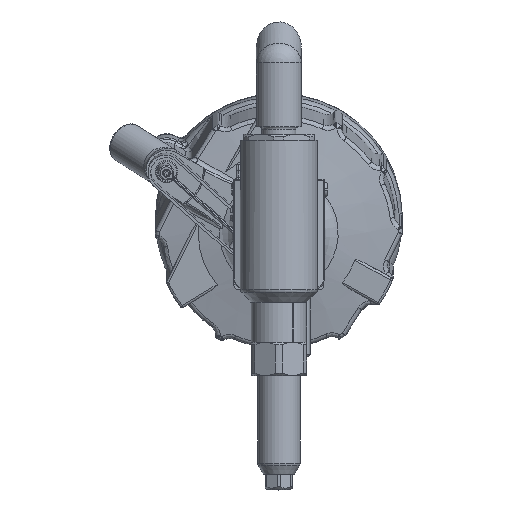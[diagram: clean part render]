
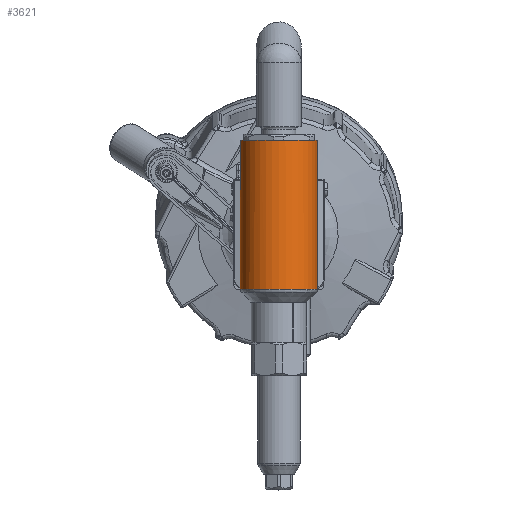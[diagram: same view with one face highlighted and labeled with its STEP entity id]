
A CAD part, top view. The second image highlights one B-rep face of the part: STEP entity #3621.
In plain terms, the highlighted cylindrical face has radius 24.384 mm (diameter 48.768 mm), a full revolution.
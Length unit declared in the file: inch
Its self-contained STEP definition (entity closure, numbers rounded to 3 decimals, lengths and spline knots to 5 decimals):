
#3621=ADVANCED_FACE('',(#4522,#4523),#4287,.T.);
#4287=CYLINDRICAL_SURFACE('',#24761,0.96);
#4522=FACE_BOUND('',#5664,.T.);
#4523=FACE_BOUND('',#5665,.T.);
#5664=EDGE_LOOP('',(#14465,#14466,#14467,#14468,#14469,#14470,#14471,#14472,
#14473,#14474));
#5665=EDGE_LOOP('',(#14475));
#6774=LINE('',#47163,#7841);
#6790=LINE('',#47419,#7857);
#6791=LINE('',#47426,#7858);
#6792=LINE('',#47427,#7859);
#7841=VECTOR('',#29364,1.);
#7857=VECTOR('',#29458,1.);
#7858=VECTOR('',#29459,1.);
#7859=VECTOR('',#29460,1.);
#9174=CIRCLE('',#24740,0.96);
#9188=CIRCLE('',#24757,0.96);
#9189=CIRCLE('',#24759,0.96);
#9190=CIRCLE('',#24760,0.96);
#14465=ORIENTED_EDGE('',*,*,#21103,.F.);
#14466=ORIENTED_EDGE('',*,*,#21104,.T.);
#14467=ORIENTED_EDGE('',*,*,#21105,.T.);
#14468=ORIENTED_EDGE('',*,*,#21106,.T.);
#14469=ORIENTED_EDGE('',*,*,#21107,.T.);
#14470=ORIENTED_EDGE('',*,*,#21108,.T.);
#14471=ORIENTED_EDGE('',*,*,#21079,.T.);
#14472=ORIENTED_EDGE('',*,*,#21109,.T.);
#14473=ORIENTED_EDGE('',*,*,#21110,.T.);
#14474=ORIENTED_EDGE('',*,*,#21044,.T.);
#14475=ORIENTED_EDGE('',*,*,#21102,.T.);
#17952=VERTEX_POINT('',#47160);
#17953=VERTEX_POINT('',#47162);
#17982=VERTEX_POINT('',#47315);
#17983=VERTEX_POINT('',#47317);
#18003=VERTEX_POINT('',#47381);
#18004=VERTEX_POINT('',#47399);
#18005=VERTEX_POINT('',#47401);
#18006=VERTEX_POINT('',#47418);
#18007=VERTEX_POINT('',#47420);
#18008=VERTEX_POINT('',#47425);
#18009=VERTEX_POINT('',#47428);
#21044=EDGE_CURVE('',#17952,#17953,#6774,.T.);
#21079=EDGE_CURVE('',#17983,#17982,#9174,.T.);
#21102=EDGE_CURVE('',#18003,#18003,#9188,.T.);
#21103=EDGE_CURVE('',#18004,#17953,#22874,.T.);
#21104=EDGE_CURVE('',#18004,#18005,#9189,.T.);
#21105=EDGE_CURVE('',#18005,#18006,#22875,.T.);
#21106=EDGE_CURVE('',#18006,#18007,#6790,.T.);
#21107=EDGE_CURVE('',#18007,#18008,#22876,.T.);
#21108=EDGE_CURVE('',#18008,#17983,#6791,.T.);
#21109=EDGE_CURVE('',#17982,#18009,#6792,.T.);
#21110=EDGE_CURVE('',#18009,#17952,#9190,.T.);
#22874=B_SPLINE_CURVE_WITH_KNOTS('',3,(#47383,#47384,#47385,#47386,#47387,
#47388,#47389,#47390,#47391,#47392,#47393,#47394,#47395,#47396,#47397,#47398),
 .UNSPECIFIED.,.F.,.F.,(4,3,3,3,3,4),(0.,0.1814,0.38079,
0.58234,0.78934,1.),.UNSPECIFIED.);
#22875=B_SPLINE_CURVE_WITH_KNOTS('',3,(#47402,#47403,#47404,#47405,#47406,
#47407,#47408,#47409,#47410,#47411,#47412,#47413,#47414,#47415,#47416,#47417),
 .UNSPECIFIED.,.F.,.F.,(4,3,3,3,3,4),(0.,0.1814,0.38079,
0.58234,0.78934,1.),.UNSPECIFIED.);
#22876=B_SPLINE_CURVE_WITH_KNOTS('',3,(#47421,#47422,#47423,#47424),
 .UNSPECIFIED.,.F.,.F.,(4,4),(0.,1.),.UNSPECIFIED.);
#24740=AXIS2_PLACEMENT_3D('',#47316,#29411,#29412);
#24757=AXIS2_PLACEMENT_3D('',#47380,#29452,#29453);
#24759=AXIS2_PLACEMENT_3D('',#47400,#29456,#29457);
#24760=AXIS2_PLACEMENT_3D('',#47429,#29461,#29462);
#24761=AXIS2_PLACEMENT_3D('',#47430,#29463,#29464);
#29364=DIRECTION('',(0.,1.,0.));
#29411=DIRECTION('',(0.,1.,0.));
#29412=DIRECTION('',(0.,0.,1.));
#29452=DIRECTION('',(0.,-1.,0.));
#29453=DIRECTION('',(0.,0.,1.));
#29456=DIRECTION('',(0.,1.,0.));
#29457=DIRECTION('',(0.,0.,-1.));
#29458=DIRECTION('',(0.,-1.,0.));
#29459=DIRECTION('',(0.,-1.,0.));
#29460=DIRECTION('',(0.,1.,0.));
#29461=DIRECTION('',(0.,1.,0.));
#29462=DIRECTION('',(0.,0.,1.));
#29463=DIRECTION('',(0.,-1.,0.));
#29464=DIRECTION('',(0.,0.,-1.));
#47160=CARTESIAN_POINT('',(-0.11006,4.9645,-0.95367));
#47162=CARTESIAN_POINT('',(-0.11006,5.3765,-0.95367));
#47163=CARTESIAN_POINT('',(-0.11006,-2.11931,-0.95367));
#47315=CARTESIAN_POINT('',(0.74581,2.14128,-0.60446));
#47316=CARTESIAN_POINT('',(0.,2.14128,0.));
#47317=CARTESIAN_POINT('',(-0.74581,2.14128,-0.60446));
#47380=CARTESIAN_POINT('',(0.,5.8435,0.));
#47381=CARTESIAN_POINT('',(0.,5.8435,0.96));
#47383=CARTESIAN_POINT('',(-0.25683,5.5295,-0.92501));
#47384=CARTESIAN_POINT('',(-0.24294,5.5295,-0.92887));
#47385=CARTESIAN_POINT('',(-0.2288,5.52764,-0.93244));
#47386=CARTESIAN_POINT('',(-0.21528,5.52371,-0.93555));
#47387=CARTESIAN_POINT('',(-0.20048,5.51941,-0.93896));
#47388=CARTESIAN_POINT('',(-0.18609,5.5125,-0.94188));
#47389=CARTESIAN_POINT('',(-0.17336,5.50347,-0.94422));
#47390=CARTESIAN_POINT('',(-0.16049,5.49434,-0.94658));
#47391=CARTESIAN_POINT('',(-0.14897,5.48281,-0.94842));
#47392=CARTESIAN_POINT('',(-0.13967,5.46991,-0.94979));
#47393=CARTESIAN_POINT('',(-0.13012,5.45665,-0.95119));
#47394=CARTESIAN_POINT('',(-0.12265,5.44161,-0.95215));
#47395=CARTESIAN_POINT('',(-0.11769,5.42599,-0.95276));
#47396=CARTESIAN_POINT('',(-0.11264,5.41009,-0.95338));
#47397=CARTESIAN_POINT('',(-0.11006,5.3932,-0.95367));
#47398=CARTESIAN_POINT('',(-0.11006,5.3765,-0.95367));
#47399=CARTESIAN_POINT('',(-0.25683,5.5295,-0.92501));
#47400=CARTESIAN_POINT('',(0.,5.5295,0.));
#47401=CARTESIAN_POINT('',(-0.59697,5.5295,-0.75182));
#47402=CARTESIAN_POINT('',(-0.59697,5.5295,-0.75182));
#47403=CARTESIAN_POINT('',(-0.60826,5.5295,-0.74285));
#47404=CARTESIAN_POINT('',(-0.61946,5.52764,-0.73352));
#47405=CARTESIAN_POINT('',(-0.62993,5.52371,-0.72442));
#47406=CARTESIAN_POINT('',(-0.64139,5.51941,-0.71446));
#47407=CARTESIAN_POINT('',(-0.65222,5.5125,-0.70454));
#47408=CARTESIAN_POINT('',(-0.6616,5.50347,-0.69561));
#47409=CARTESIAN_POINT('',(-0.67109,5.49434,-0.6866));
#47410=CARTESIAN_POINT('',(-0.67935,5.48281,-0.67836));
#47411=CARTESIAN_POINT('',(-0.68592,5.46991,-0.67165));
#47412=CARTESIAN_POINT('',(-0.69268,5.45665,-0.66475));
#47413=CARTESIAN_POINT('',(-0.69784,5.44161,-0.65927));
#47414=CARTESIAN_POINT('',(-0.70126,5.42599,-0.65562));
#47415=CARTESIAN_POINT('',(-0.70473,5.41009,-0.65191));
#47416=CARTESIAN_POINT('',(-0.70648,5.3932,-0.64998));
#47417=CARTESIAN_POINT('',(-0.70648,5.3765,-0.64998));
#47418=CARTESIAN_POINT('',(-0.70648,5.3765,-0.64998));
#47419=CARTESIAN_POINT('',(-0.70648,-2.11931,-0.64998));
#47420=CARTESIAN_POINT('',(-0.70648,4.8734,-0.64998));
#47421=CARTESIAN_POINT('',(-0.70648,4.8734,-0.64998));
#47422=CARTESIAN_POINT('',(-0.72044,4.87413,-0.63481));
#47423=CARTESIAN_POINT('',(-0.73433,4.87685,-0.61862));
#47424=CARTESIAN_POINT('',(-0.74581,4.88639,-0.60446));
#47425=CARTESIAN_POINT('',(-0.74581,4.88639,-0.60446));
#47426=CARTESIAN_POINT('',(-0.74581,-2.11931,-0.60446));
#47427=CARTESIAN_POINT('',(0.74581,-2.11931,-0.60446));
#47428=CARTESIAN_POINT('',(0.74581,4.9645,-0.60446));
#47429=CARTESIAN_POINT('',(0.,4.9645,0.));
#47430=CARTESIAN_POINT('',(0.,-2.11931,0.));
